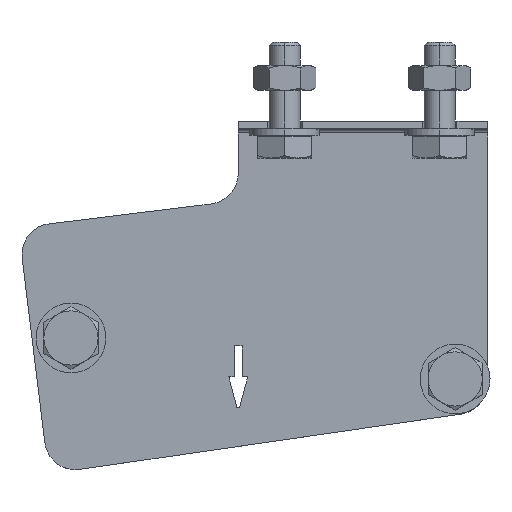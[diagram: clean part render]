
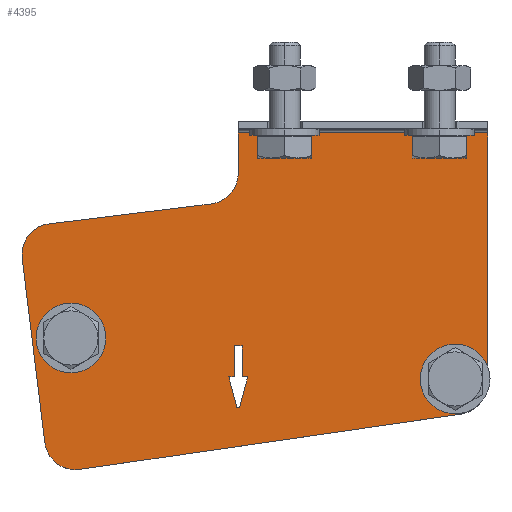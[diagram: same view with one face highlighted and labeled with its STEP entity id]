
A CAD part, top view. The second image highlights one B-rep face of the part: STEP entity #4395.
In plain terms, the highlighted planar face has unit normal (0, 0, 1).
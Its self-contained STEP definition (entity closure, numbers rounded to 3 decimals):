
#368=CARTESIAN_POINT('',(-21.013,-40.986,-6.9));
#369=DIRECTION('',(0.,0.,1.));
#370=DIRECTION('',(-0.993,-0.122,0.));
#371=AXIS2_PLACEMENT_3D('',#368,#369,#370);
#373=DIRECTION('',(0.122,-0.993,0.));
#374=VECTOR('',#373,23.961);
#375=CARTESIAN_POINT('',(-27.903,-17.691,-6.9));
#376=LINE('',#375,#374);
#377=CARTESIAN_POINT('',(-23.933,-17.204,-6.9));
#378=DIRECTION('',(0.,0.,1.));
#379=DIRECTION('',(-0.122,0.993,0.));
#380=AXIS2_PLACEMENT_3D('',#377,#378,#379);
#382=DIRECTION('',(0.993,0.122,0.));
#383=VECTOR('',#382,21.065);
#384=CARTESIAN_POINT('',(-24.421,-13.234,-6.9));
#385=LINE('',#384,#383);
#386=CARTESIAN_POINT('',(-4.,-6.696,-6.9));
#387=DIRECTION('',(0.,0.,1.));
#388=DIRECTION('',(0.122,-0.993,0.));
#389=AXIS2_PLACEMENT_3D('',#386,#387,#388);
#391=DIRECTION('',(0.,1.,0.));
#392=VECTOR('',#391,5.196);
#393=CARTESIAN_POINT('',(0.,-6.696,-6.9));
#394=LINE('',#393,#392);
#395=DIRECTION('',(-1.,0.,0.));
#396=VECTOR('',#395,32.2);
#397=CARTESIAN_POINT('',(32.2,-1.5,-6.9));
#398=LINE('',#397,#396);
#399=DIRECTION('',(0.,-1.,0.));
#400=VECTOR('',#399,32.339);
#401=CARTESIAN_POINT('',(32.2,-1.5,-6.9));
#402=LINE('',#401,#400);
#403=CARTESIAN_POINT('',(28.2,-33.839,-6.9));
#404=DIRECTION('',(0.,0.,1.));
#405=DIRECTION('',(0.144,-0.99,0.));
#406=AXIS2_PLACEMENT_3D('',#403,#404,#405);
#408=DIRECTION('',(0.99,0.144,0.));
#409=VECTOR('',#408,49.729);
#410=CARTESIAN_POINT('',(-20.438,-44.945,-6.9));
#411=LINE('',#410,#409);
#412=CARTESIAN_POINT('',(28.015,-33.293,-6.9));
#413=DIRECTION('',(0.,0.,-1.));
#414=DIRECTION('',(-0.993,-0.122,0.));
#415=AXIS2_PLACEMENT_3D('',#412,#413,#414);
#417=CARTESIAN_POINT('',(28.015,-33.293,-6.9));
#418=DIRECTION('',(0.,0.,-1.));
#419=DIRECTION('',(0.993,0.122,0.));
#420=AXIS2_PLACEMENT_3D('',#417,#418,#419);
#422=CARTESIAN_POINT('',(-21.6,-28.,-6.9));
#423=DIRECTION('',(0.,0.,-1.));
#424=DIRECTION('',(0.122,-0.993,0.));
#425=AXIS2_PLACEMENT_3D('',#422,#423,#424);
#427=CARTESIAN_POINT('',(-21.6,-28.,-6.9));
#428=DIRECTION('',(0.,0.,-1.));
#429=DIRECTION('',(-0.122,0.993,0.));
#430=AXIS2_PLACEMENT_3D('',#427,#428,#429);
#432=DIRECTION('',(0.,-1.,0.));
#433=VECTOR('',#432,4.);
#434=CARTESIAN_POINT('',(0.5,-29.,-6.9));
#435=LINE('',#434,#433);
#436=DIRECTION('',(1.,0.,0.));
#437=VECTOR('',#436,1.);
#438=CARTESIAN_POINT('',(-0.5,-29.,-6.9));
#439=LINE('',#438,#437);
#440=DIRECTION('',(0.,1.,0.));
#441=VECTOR('',#440,4.);
#442=CARTESIAN_POINT('',(-0.5,-33.,-6.9));
#443=LINE('',#442,#441);
#444=DIRECTION('',(1.,0.,0.));
#445=VECTOR('',#444,0.725);
#446=CARTESIAN_POINT('',(-1.225,-33.,-6.9));
#447=LINE('',#446,#445);
#448=DIRECTION('',(-0.259,0.966,0.));
#449=VECTOR('',#448,3.988);
#450=CARTESIAN_POINT('',(-0.193,-36.852,-6.9));
#451=LINE('',#450,#449);
#452=CARTESIAN_POINT('',(0.,-36.8,-6.9));
#453=DIRECTION('',(0.,0.,1.));
#454=DIRECTION('',(-0.966,-0.259,0.));
#455=AXIS2_PLACEMENT_3D('',#452,#453,#454);
#457=DIRECTION('',(-0.259,-0.966,0.));
#458=VECTOR('',#457,3.988);
#459=CARTESIAN_POINT('',(1.225,-33.,-6.9));
#460=LINE('',#459,#458);
#461=DIRECTION('',(1.,0.,0.));
#462=VECTOR('',#461,0.725);
#463=CARTESIAN_POINT('',(0.5,-33.,-6.9));
#464=LINE('',#463,#462);
#3260=CARTESIAN_POINT('',(0.,-6.696,-6.9));
#3261=CARTESIAN_POINT('',(0.,-1.5,-6.9));
#3262=VERTEX_POINT('',#3260);
#3263=VERTEX_POINT('',#3261);
#3264=CARTESIAN_POINT('',(-24.421,-13.234,-6.9));
#3265=CARTESIAN_POINT('',(-3.513,-10.666,-6.9));
#3266=VERTEX_POINT('',#3264);
#3267=VERTEX_POINT('',#3265);
#3282=CARTESIAN_POINT('',(32.2,-1.5,-6.9));
#3283=VERTEX_POINT('',#3282);
#3288=CARTESIAN_POINT('',(-27.903,-17.691,-6.9));
#3289=VERTEX_POINT('',#3288);
#3296=CARTESIAN_POINT('',(-24.983,-41.474,-6.9));
#3297=CARTESIAN_POINT('',(-20.438,-44.945,-6.9));
#3298=VERTEX_POINT('',#3296);
#3299=VERTEX_POINT('',#3297);
#3304=CARTESIAN_POINT('',(28.775,-37.797,-6.9));
#3305=CARTESIAN_POINT('',(32.2,-33.839,-6.9));
#3306=VERTEX_POINT('',#3304);
#3307=VERTEX_POINT('',#3305);
#3312=CARTESIAN_POINT('',(0.5,-29.,-6.9));
#3313=CARTESIAN_POINT('',(0.5,-33.,-6.9));
#3314=VERTEX_POINT('',#3312);
#3315=VERTEX_POINT('',#3313);
#3316=CARTESIAN_POINT('',(1.225,-33.,-6.9));
#3317=VERTEX_POINT('',#3316);
#3318=CARTESIAN_POINT('',(0.193,-36.852,-6.9));
#3319=VERTEX_POINT('',#3318);
#3320=CARTESIAN_POINT('',(-0.193,-36.852,-6.9));
#3321=CARTESIAN_POINT('',(-1.225,-33.,-6.9));
#3322=VERTEX_POINT('',#3320);
#3323=VERTEX_POINT('',#3321);
#3324=CARTESIAN_POINT('',(-0.5,-33.,-6.9));
#3325=VERTEX_POINT('',#3324);
#3326=CARTESIAN_POINT('',(-0.5,-29.,-6.9));
#3327=VERTEX_POINT('',#3326);
#3344=CARTESIAN_POINT('',(25.037,-33.659,-6.9));
#3345=CARTESIAN_POINT('',(30.993,-32.927,-6.9));
#3346=VERTEX_POINT('',#3344);
#3347=VERTEX_POINT('',#3345);
#3356=CARTESIAN_POINT('',(-21.234,-30.978,-6.9));
#3357=CARTESIAN_POINT('',(-21.966,-25.022,-6.9));
#3358=VERTEX_POINT('',#3356);
#3359=VERTEX_POINT('',#3357);
#4340=CARTESIAN_POINT('',(32.2,-1.5,-6.9));
#4341=DIRECTION('',(0.,0.,1.));
#4342=DIRECTION('',(0.,-1.,0.));
#4343=AXIS2_PLACEMENT_3D('',#4340,#4341,#4342);
#4344=PLANE('',#4343);
#4345=ORIENTED_EDGE('',*,*,#4330,.F.);
#4347=ORIENTED_EDGE('',*,*,#4346,.F.);
#4349=ORIENTED_EDGE('',*,*,#4348,.F.);
#4351=ORIENTED_EDGE('',*,*,#4350,.T.);
#4353=ORIENTED_EDGE('',*,*,#4352,.T.);
#4355=ORIENTED_EDGE('',*,*,#4354,.T.);
#4356=ORIENTED_EDGE('',*,*,#4070,.F.);
#4358=ORIENTED_EDGE('',*,*,#4357,.T.);
#4360=ORIENTED_EDGE('',*,*,#4359,.F.);
#4362=ORIENTED_EDGE('',*,*,#4361,.F.);
#4363=EDGE_LOOP('',(#4345,#4347,#4349,#4351,#4353,#4355,#4356,#4358,#4360,
#4362));
#4364=FACE_OUTER_BOUND('',#4363,.F.);
#4366=ORIENTED_EDGE('',*,*,#4365,.F.);
#4368=ORIENTED_EDGE('',*,*,#4367,.F.);
#4369=EDGE_LOOP('',(#4366,#4368));
#4370=FACE_BOUND('',#4369,.F.);
#4372=ORIENTED_EDGE('',*,*,#4371,.F.);
#4374=ORIENTED_EDGE('',*,*,#4373,.F.);
#4375=EDGE_LOOP('',(#4372,#4374));
#4376=FACE_BOUND('',#4375,.F.);
#4378=ORIENTED_EDGE('',*,*,#4377,.F.);
#4380=ORIENTED_EDGE('',*,*,#4379,.F.);
#4382=ORIENTED_EDGE('',*,*,#4381,.F.);
#4384=ORIENTED_EDGE('',*,*,#4383,.F.);
#4386=ORIENTED_EDGE('',*,*,#4385,.F.);
#4388=ORIENTED_EDGE('',*,*,#4387,.T.);
#4390=ORIENTED_EDGE('',*,*,#4389,.F.);
#4392=ORIENTED_EDGE('',*,*,#4391,.F.);
#4393=EDGE_LOOP('',(#4378,#4380,#4382,#4384,#4386,#4388,#4390,#4392));
#4394=FACE_BOUND('',#4393,.F.);
#4395=ADVANCED_FACE('',(#4364,#4370,#4376,#4394),#4344,.T.);
#372=CIRCLE('',#371,4.);
#381=CIRCLE('',#380,4.);
#390=CIRCLE('',#389,4.);
#407=CIRCLE('',#406,4.);
#416=CIRCLE('',#415,3.);
#421=CIRCLE('',#420,3.);
#426=CIRCLE('',#425,3.);
#431=CIRCLE('',#430,3.);
#456=CIRCLE('',#455,0.2);
#4070=EDGE_CURVE('',#3283,#3263,#398,.T.);
#4330=EDGE_CURVE('',#3298,#3299,#372,.T.);
#4346=EDGE_CURVE('',#3289,#3298,#376,.T.);
#4348=EDGE_CURVE('',#3266,#3289,#381,.T.);
#4350=EDGE_CURVE('',#3266,#3267,#385,.T.);
#4352=EDGE_CURVE('',#3267,#3262,#390,.T.);
#4354=EDGE_CURVE('',#3262,#3263,#394,.T.);
#4357=EDGE_CURVE('',#3283,#3307,#402,.T.);
#4359=EDGE_CURVE('',#3306,#3307,#407,.T.);
#4361=EDGE_CURVE('',#3299,#3306,#411,.T.);
#4365=EDGE_CURVE('',#3346,#3347,#416,.T.);
#4367=EDGE_CURVE('',#3347,#3346,#421,.T.);
#4371=EDGE_CURVE('',#3358,#3359,#426,.T.);
#4373=EDGE_CURVE('',#3359,#3358,#431,.T.);
#4377=EDGE_CURVE('',#3314,#3315,#435,.T.);
#4379=EDGE_CURVE('',#3327,#3314,#439,.T.);
#4381=EDGE_CURVE('',#3325,#3327,#443,.T.);
#4383=EDGE_CURVE('',#3323,#3325,#447,.T.);
#4385=EDGE_CURVE('',#3322,#3323,#451,.T.);
#4387=EDGE_CURVE('',#3322,#3319,#456,.T.);
#4389=EDGE_CURVE('',#3317,#3319,#460,.T.);
#4391=EDGE_CURVE('',#3315,#3317,#464,.T.);
